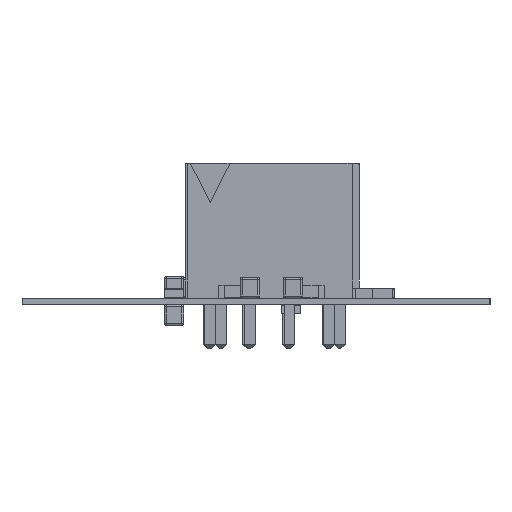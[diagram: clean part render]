
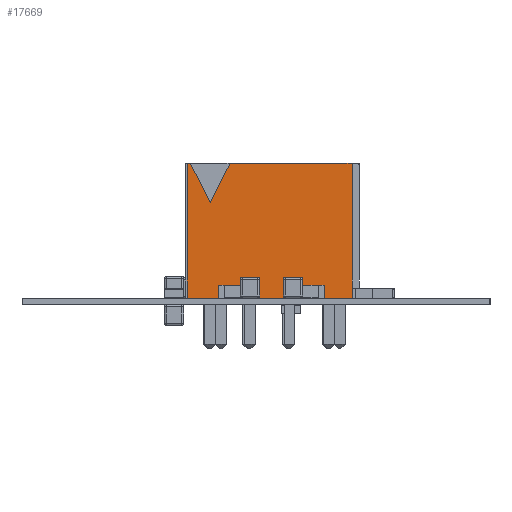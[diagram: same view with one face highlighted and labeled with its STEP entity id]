
A CAD part, left-side view. The second image highlights one B-rep face of the part: STEP entity #17669.
In plain terms, the highlighted planar face has unit normal (-1, 0, 0).
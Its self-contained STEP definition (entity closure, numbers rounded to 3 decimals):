
#17633 = EDGE_CURVE('',#17634,#17636,#17638,.T.);
#17634 = VERTEX_POINT('',#17635);
#17635 = CARTESIAN_POINT('',(18.337,19.404,0.));
#17636 = VERTEX_POINT('',#17637);
#17637 = CARTESIAN_POINT('',(18.337,19.404,8.65));
#17638 = LINE('',#17639,#17640);
#17639 = CARTESIAN_POINT('',(18.337,19.404,0.));
#17640 = VECTOR('',#17641,1.);
#17641 = DIRECTION('',(0.,0.,1.));
#17669 = ADVANCED_FACE('',(#17670),#17719,.F.);
#17670 = FACE_BOUND('',#17671,.F.);
#17671 = EDGE_LOOP('',(#17672,#17682,#17688,#17689,#17697,#17705,#17713)
  );
#17672 = ORIENTED_EDGE('',*,*,#17673,.F.);
#17673 = EDGE_CURVE('',#17674,#17676,#17678,.T.);
#17674 = VERTEX_POINT('',#17675);
#17675 = CARTESIAN_POINT('',(18.337,8.844,0.));
#17676 = VERTEX_POINT('',#17677);
#17677 = CARTESIAN_POINT('',(18.337,8.844,8.65));
#17678 = LINE('',#17679,#17680);
#17679 = CARTESIAN_POINT('',(18.337,8.844,0.));
#17680 = VECTOR('',#17681,1.);
#17681 = DIRECTION('',(0.,0.,1.));
#17682 = ORIENTED_EDGE('',*,*,#17683,.F.);
#17683 = EDGE_CURVE('',#17634,#17674,#17684,.T.);
#17684 = LINE('',#17685,#17686);
#17685 = CARTESIAN_POINT('',(18.337,19.404,0.));
#17686 = VECTOR('',#17687,1.);
#17687 = DIRECTION('',(0.,-1.,0.));
#17688 = ORIENTED_EDGE('',*,*,#17633,.T.);
#17689 = ORIENTED_EDGE('',*,*,#17690,.T.);
#17690 = EDGE_CURVE('',#17636,#17691,#17693,.T.);
#17691 = VERTEX_POINT('',#17692);
#17692 = CARTESIAN_POINT('',(18.337,19.204,8.65));
#17693 = LINE('',#17694,#17695);
#17694 = CARTESIAN_POINT('',(18.337,19.404,8.65));
#17695 = VECTOR('',#17696,1.);
#17696 = DIRECTION('',(0.,-1.,0.));
#17697 = ORIENTED_EDGE('',*,*,#17698,.T.);
#17698 = EDGE_CURVE('',#17691,#17699,#17701,.T.);
#17699 = VERTEX_POINT('',#17700);
#17700 = CARTESIAN_POINT('',(18.337,17.934,6.11));
#17701 = LINE('',#17702,#17703);
#17702 = CARTESIAN_POINT('',(18.337,19.204,8.65));
#17703 = VECTOR('',#17704,1.);
#17704 = DIRECTION('',(0.,-0.447,-0.894));
#17705 = ORIENTED_EDGE('',*,*,#17706,.F.);
#17706 = EDGE_CURVE('',#17707,#17699,#17709,.T.);
#17707 = VERTEX_POINT('',#17708);
#17708 = CARTESIAN_POINT('',(18.337,16.664,8.65));
#17709 = LINE('',#17710,#17711);
#17710 = CARTESIAN_POINT('',(18.337,16.664,8.65));
#17711 = VECTOR('',#17712,1.);
#17712 = DIRECTION('',(0.,0.447,-0.894));
#17713 = ORIENTED_EDGE('',*,*,#17714,.T.);
#17714 = EDGE_CURVE('',#17707,#17676,#17715,.T.);
#17715 = LINE('',#17716,#17717);
#17716 = CARTESIAN_POINT('',(18.337,19.404,8.65));
#17717 = VECTOR('',#17718,1.);
#17718 = DIRECTION('',(0.,-1.,0.));
#17719 = PLANE('',#17720);
#17720 = AXIS2_PLACEMENT_3D('',#17721,#17722,#17723);
#17721 = CARTESIAN_POINT('',(18.337,19.404,0.));
#17722 = DIRECTION('',(1.,0.,0.));
#17723 = DIRECTION('',(0.,0.,1.));
